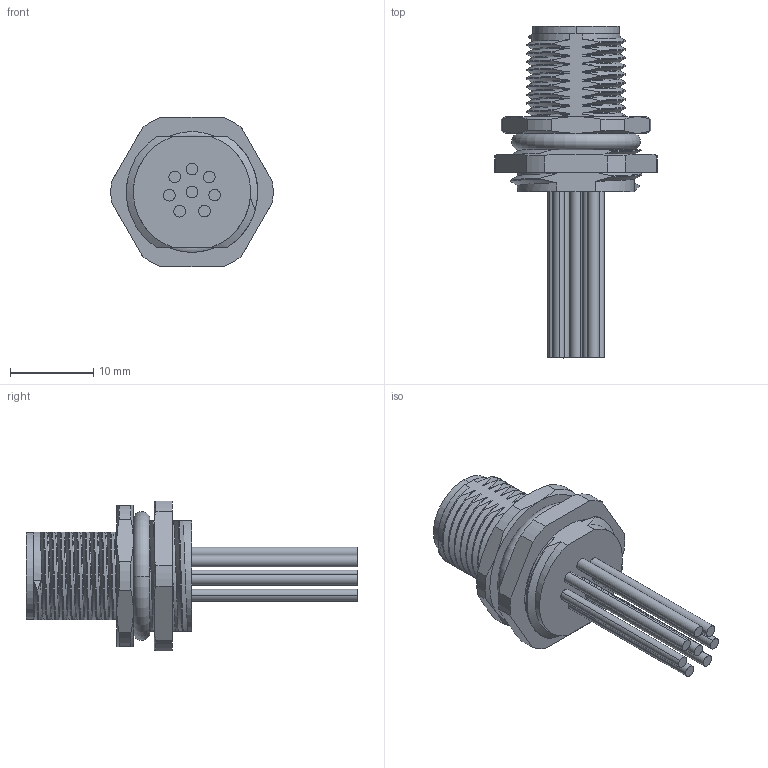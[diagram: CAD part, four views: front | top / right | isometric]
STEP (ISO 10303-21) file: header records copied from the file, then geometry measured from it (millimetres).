
FILE_DESCRIPTION((''),'2;1');
FILE_NAME('ASM0002_SW0001','2017-07-14T',('hq.zhang'),(''),'PRO/ENGINEER BY PARAMETRIC TECHNOLOGY CORPORATION, 2012480','PRO/ENGINEER BY PARAMETRIC TECHNOLOGY CORPORATION, 2012480','');
FILE_SCHEMA(('AUTOMOTIVE_DESIGN { 1 0 10303 214 1 1 1 1 }'));
Length unit declared in the file: millimetre
Products named in the file (1): ASM0002_SW0001
Bounding box: 19.48 x 39.9 x 18 mm (x, y, z)
Volume: 2729.1 mm3; surface area: 3106.1 mm2
Topology: 1 solids, 1 shells, 446 faces, 1211 edges, 776 vertices
Faces by surface type: extrusion 111, plane 95, bspline 85, cylinder 81, cone 47, sphere 16, torus 11
Entity records: 22892 total; most frequent: CARTESIAN_POINT 12676, ORIENTED_EDGE 2390, DIRECTION 1488, EDGE_CURVE 1195, VERTEX_POINT 776, B_SPLINE_CURVE_WITH_KNOTS 622, VECTOR 602, LINE 491
